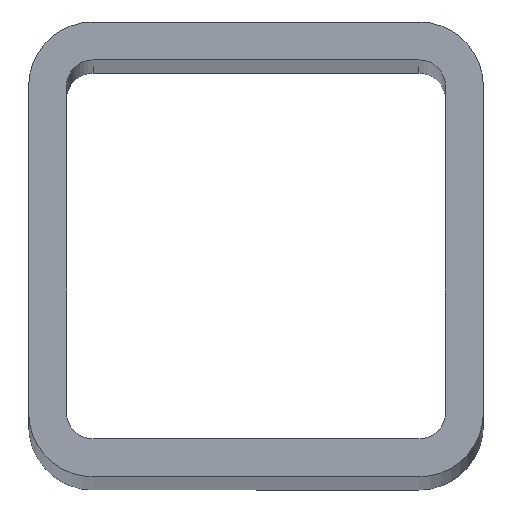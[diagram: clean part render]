
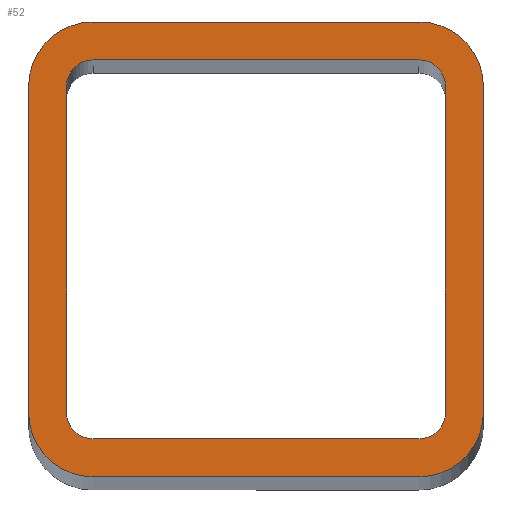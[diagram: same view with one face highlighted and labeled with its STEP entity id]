
A CAD part, top view. The second image highlights one B-rep face of the part: STEP entity #52.
In plain terms, the highlighted planar face has unit normal (0, 0, 1).
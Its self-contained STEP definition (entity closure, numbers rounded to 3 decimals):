
#1 = ORIENTED_EDGE ( 'NONE', *, *, #9, .F. ) ;
#2 = ORIENTED_EDGE ( 'NONE', *, *, #6, .T. ) ;
#3 = EDGE_CURVE ( 'NONE', #5, #7, #231, .T. ) ;
#4 = ORIENTED_EDGE ( 'NONE', *, *, #3, .F. ) ;
#5 = VERTEX_POINT ( 'NONE', #226 ) ;
#6 = EDGE_CURVE ( 'NONE', #10, #8, #225, .T. ) ;
#7 = VERTEX_POINT ( 'NONE', #220 ) ;
#8 = VERTEX_POINT ( 'NONE', #219 ) ;
#9 = EDGE_CURVE ( 'NONE', #7, #22, #162, .T. ) ;
#10 = VERTEX_POINT ( 'NONE', #158 ) ;
#11 = ORIENTED_EDGE ( 'NONE', *, *, #12, .T. ) ;
#12 = EDGE_CURVE ( 'NONE', #13, #10, #157, .T. ) ;
#13 = VERTEX_POINT ( 'NONE', #153 ) ;
#14 = EDGE_CURVE ( 'NONE', #15, #13, #152, .T. ) ;
#15 = VERTEX_POINT ( 'NONE', #249 ) ;
#16 = ORIENTED_EDGE ( 'NONE', *, *, #14, .T. ) ;
#17 = ORIENTED_EDGE ( 'NONE', *, *, #26, .F. ) ;
#18 = VERTEX_POINT ( 'NONE', #248 ) ;
#19 = ORIENTED_EDGE ( 'NONE', *, *, #23, .F. ) ;
#20 = ORIENTED_EDGE ( 'NONE', *, *, #21, .T. ) ;
#21 = EDGE_CURVE ( 'NONE', #104, #15, #246, .T. ) ;
#22 = VERTEX_POINT ( 'NONE', #275 ) ;
#23 = EDGE_CURVE ( 'NONE', #22, #18, #263, .T. ) ;
#26 = EDGE_CURVE ( 'NONE', #27, #28, #269, .T. ) ;
#27 = VERTEX_POINT ( 'NONE', #277 ) ;
#28 = VERTEX_POINT ( 'NONE', #265 ) ;
#29 = ORIENTED_EDGE ( 'NONE', *, *, #30, .F. ) ;
#30 = EDGE_CURVE ( 'NONE', #31, #27, #268, .T. ) ;
#31 = VERTEX_POINT ( 'NONE', #284 ) ;
#32 = ORIENTED_EDGE ( 'NONE', *, *, #33, .F. ) ;
#33 = EDGE_CURVE ( 'NONE', #18, #31, #279, .T. ) ;
#37 = EDGE_LOOP ( 'NONE', ( #17, #29, #32, #19, #1, #4, #41, #44 ) ) ;
#41 = ORIENTED_EDGE ( 'NONE', *, *, #42, .F. ) ;
#42 = EDGE_CURVE ( 'NONE', #43, #5, #321, .T. ) ;
#43 = VERTEX_POINT ( 'NONE', #323 ) ;
#44 = ORIENTED_EDGE ( 'NONE', *, *, #45, .F. ) ;
#45 = EDGE_CURVE ( 'NONE', #28, #43, #345, .T. ) ;
#52 = ADVANCED_FACE ( 'NONE', ( #306, #305 ), #304, .T. ) ;
#53 = EDGE_LOOP ( 'NONE', ( #54, #20, #16, #11, #2, #201, #194, #218 ) ) ;
#54 = ORIENTED_EDGE ( 'NONE', *, *, #55, .T. ) ;
#55 = EDGE_CURVE ( 'NONE', #103, #104, #299, .T. ) ;
#103 = VERTEX_POINT ( 'NONE', #359 ) ;
#104 = VERTEX_POINT ( 'NONE', #358 ) ;
#127 = EDGE_CURVE ( 'NONE', #129, #103, #466, .T. ) ;
#129 = VERTEX_POINT ( 'NONE', #462 ) ;
#152 = CIRCLE ( 'NONE', #253, 8.5 ) ;
#153 = CARTESIAN_POINT ( 'NONE',  ( -21.5, -30., 1000. ) ) ;
#154 = DIRECTION ( 'NONE',  ( 1., 0., 0. ) ) ;
#155 = VECTOR ( 'NONE', #154, 1000. ) ;
#156 = CARTESIAN_POINT ( 'NONE',  ( -21.5, -30., 1000. ) ) ;
#157 = LINE ( 'NONE', #156, #155 ) ;
#158 = CARTESIAN_POINT ( 'NONE',  ( 21.5, -30., 1000. ) ) ;
#159 = DIRECTION ( 'NONE',  ( 0., 1., 0. ) ) ;
#160 = VECTOR ( 'NONE', #159, 1000. ) ;
#161 = CARTESIAN_POINT ( 'NONE',  ( 25., 21.5, 1000. ) ) ;
#162 = LINE ( 'NONE', #161, #160 ) ;
#191 = EDGE_CURVE ( 'NONE', #8, #192, #426, .T. ) ;
#192 = VERTEX_POINT ( 'NONE', #494 ) ;
#193 = EDGE_CURVE ( 'NONE', #192, #129, #493, .T. ) ;
#194 = ORIENTED_EDGE ( 'NONE', *, *, #193, .T. ) ;
#201 = ORIENTED_EDGE ( 'NONE', *, *, #191, .T. ) ;
#218 = ORIENTED_EDGE ( 'NONE', *, *, #127, .T. ) ;
#219 = CARTESIAN_POINT ( 'NONE',  ( 30., -21.5, 1000. ) ) ;
#220 = CARTESIAN_POINT ( 'NONE',  ( 25., -21.5, 1000. ) ) ;
#221 = DIRECTION ( 'NONE',  ( 1., 0., 0. ) ) ;
#222 = DIRECTION ( 'NONE',  ( 0., 0., 1. ) ) ;
#223 = CARTESIAN_POINT ( 'NONE',  ( 21.5, -21.5, 1000. ) ) ;
#224 = AXIS2_PLACEMENT_3D ( 'NONE', #223, #222, #221 ) ;
#225 = CIRCLE ( 'NONE', #224, 8.5 ) ;
#226 = CARTESIAN_POINT ( 'NONE',  ( 21.5, -25., 1000. ) ) ;
#227 = DIRECTION ( 'NONE',  ( 1., 0., 0. ) ) ;
#228 = DIRECTION ( 'NONE',  ( 0., 0., 1. ) ) ;
#229 = CARTESIAN_POINT ( 'NONE',  ( 21.5, -21.5, 1000. ) ) ;
#230 = AXIS2_PLACEMENT_3D ( 'NONE', #229, #228, #227 ) ;
#231 = CIRCLE ( 'NONE', #230, 3.5 ) ;
#243 = DIRECTION ( 'NONE',  ( 0., -1., 0. ) ) ;
#244 = VECTOR ( 'NONE', #243, 1000. ) ;
#245 = CARTESIAN_POINT ( 'NONE',  ( -30., 21.5, 1000. ) ) ;
#246 = LINE ( 'NONE', #245, #244 ) ;
#248 = CARTESIAN_POINT ( 'NONE',  ( 21.5, 25., 1000. ) ) ;
#249 = CARTESIAN_POINT ( 'NONE',  ( -30., -21.5, 1000. ) ) ;
#250 = DIRECTION ( 'NONE',  ( -1., 0., 0. ) ) ;
#251 = DIRECTION ( 'NONE',  ( 0., 0., 1. ) ) ;
#252 = CARTESIAN_POINT ( 'NONE',  ( -21.5, -21.5, 1000. ) ) ;
#253 = AXIS2_PLACEMENT_3D ( 'NONE', #252, #251, #250 ) ;
#258 = DIRECTION ( 'NONE',  ( 0., -1., 0. ) ) ;
#263 = CIRCLE ( 'NONE', #285, 3.5 ) ;
#264 = CARTESIAN_POINT ( 'NONE',  ( 21.5, 21.5, 1000. ) ) ;
#265 = CARTESIAN_POINT ( 'NONE',  ( -25., -21.5, 1000. ) ) ;
#266 = AXIS2_PLACEMENT_3D ( 'NONE', #267, #280, #281 ) ;
#267 = CARTESIAN_POINT ( 'NONE',  ( -21.5, 21.5, 1000. ) ) ;
#268 = CIRCLE ( 'NONE', #266, 3.5 ) ;
#269 = LINE ( 'NONE', #283, #278 ) ;
#270 = VECTOR ( 'NONE', #273, 1000. ) ;
#271 = CARTESIAN_POINT ( 'NONE',  ( -21.5, 25., 1000. ) ) ;
#273 = DIRECTION ( 'NONE',  ( -1., 0., 0. ) ) ;
#275 = CARTESIAN_POINT ( 'NONE',  ( 25., 21.5, 1000. ) ) ;
#276 = DIRECTION ( 'NONE',  ( 0., 0., 1. ) ) ;
#277 = CARTESIAN_POINT ( 'NONE',  ( -25., 21.5, 1000. ) ) ;
#278 = VECTOR ( 'NONE', #258, 1000. ) ;
#279 = LINE ( 'NONE', #271, #270 ) ;
#280 = DIRECTION ( 'NONE',  ( 0., 0., 1. ) ) ;
#281 = DIRECTION ( 'NONE',  ( 1., 0., 0. ) ) ;
#282 = DIRECTION ( 'NONE',  ( 1., 0., 0. ) ) ;
#283 = CARTESIAN_POINT ( 'NONE',  ( -25., 21.5, 1000. ) ) ;
#284 = CARTESIAN_POINT ( 'NONE',  ( -21.5, 25., 1000. ) ) ;
#285 = AXIS2_PLACEMENT_3D ( 'NONE', #264, #276, #282 ) ;
#287 = CARTESIAN_POINT ( 'NONE',  ( -21.5, -25., 1000. ) ) ;
#295 = DIRECTION ( 'NONE',  ( 1., 0., 0. ) ) ;
#296 = DIRECTION ( 'NONE',  ( 0., 0., 1. ) ) ;
#297 = CARTESIAN_POINT ( 'NONE',  ( -21.5, 21.5, 1000. ) ) ;
#298 = AXIS2_PLACEMENT_3D ( 'NONE', #297, #296, #295 ) ;
#299 = CIRCLE ( 'NONE', #298, 8.5 ) ;
#300 = DIRECTION ( 'NONE',  ( 1., 0., 0. ) ) ;
#301 = DIRECTION ( 'NONE',  ( 0., 0., 1. ) ) ;
#302 = CARTESIAN_POINT ( 'NONE',  ( -21.5, 21.5, 1000. ) ) ;
#303 = AXIS2_PLACEMENT_3D ( 'NONE', #302, #301, #300 ) ;
#304 = PLANE ( 'NONE',  #303 ) ;
#305 = FACE_BOUND ( 'NONE', #37, .T. ) ;
#306 = FACE_OUTER_BOUND ( 'NONE', #53, .T. ) ;
#321 = LINE ( 'NONE', #287, #322 ) ;
#322 = VECTOR ( 'NONE', #339, 1000. ) ;
#323 = CARTESIAN_POINT ( 'NONE',  ( -21.5, -25., 1000. ) ) ;
#337 = CARTESIAN_POINT ( 'NONE',  ( -21.5, -21.5, 1000. ) ) ;
#338 = AXIS2_PLACEMENT_3D ( 'NONE', #337, #340, #344 ) ;
#339 = DIRECTION ( 'NONE',  ( 1., 0., 0. ) ) ;
#340 = DIRECTION ( 'NONE',  ( 0., 0., 1. ) ) ;
#344 = DIRECTION ( 'NONE',  ( -1., 0., 0. ) ) ;
#345 = CIRCLE ( 'NONE', #338, 3.5 ) ;
#358 = CARTESIAN_POINT ( 'NONE',  ( -30., 21.5, 1000. ) ) ;
#359 = CARTESIAN_POINT ( 'NONE',  ( -21.5, 30., 1000. ) ) ;
#422 = CARTESIAN_POINT ( 'NONE',  ( 30., 21.5, 1000. ) ) ;
#426 = LINE ( 'NONE', #422, #496 ) ;
#462 = CARTESIAN_POINT ( 'NONE',  ( 21.5, 30., 1000. ) ) ;
#463 = DIRECTION ( 'NONE',  ( -1., 0., 0. ) ) ;
#464 = VECTOR ( 'NONE', #463, 1000. ) ;
#465 = CARTESIAN_POINT ( 'NONE',  ( -21.5, 30., 1000. ) ) ;
#466 = LINE ( 'NONE', #465, #464 ) ;
#489 = DIRECTION ( 'NONE',  ( 1., 0., 0. ) ) ;
#490 = DIRECTION ( 'NONE',  ( 0., 0., 1. ) ) ;
#491 = CARTESIAN_POINT ( 'NONE',  ( 21.5, 21.5, 1000. ) ) ;
#492 = AXIS2_PLACEMENT_3D ( 'NONE', #491, #490, #489 ) ;
#493 = CIRCLE ( 'NONE', #492, 8.5 ) ;
#494 = CARTESIAN_POINT ( 'NONE',  ( 30., 21.5, 1000. ) ) ;
#495 = DIRECTION ( 'NONE',  ( 0., 1., 0. ) ) ;
#496 = VECTOR ( 'NONE', #495, 1000. ) ;
